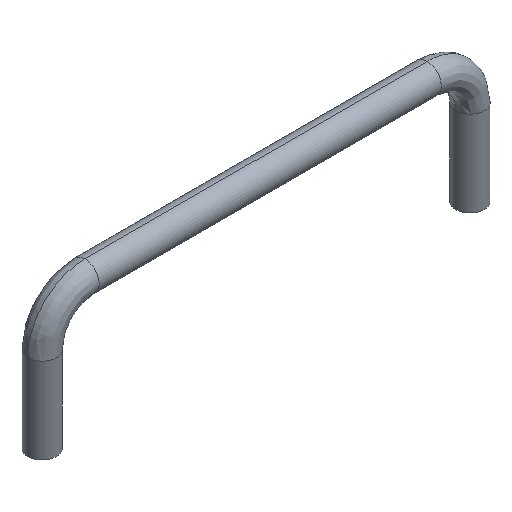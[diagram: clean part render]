
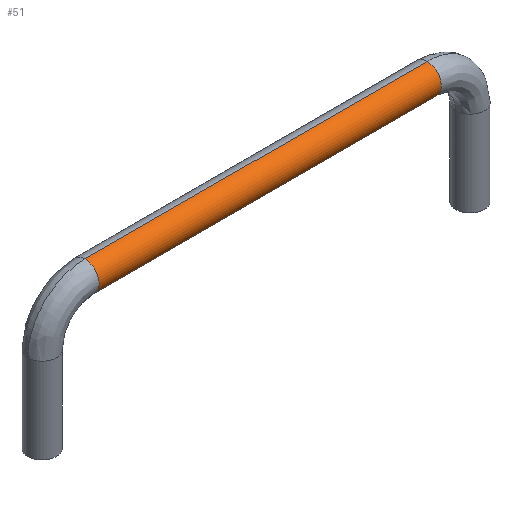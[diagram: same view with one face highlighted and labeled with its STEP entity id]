
A CAD part, isometric view. The second image highlights one B-rep face of the part: STEP entity #51.
In plain terms, the highlighted cylindrical face has radius 4 mm (diameter 8 mm), a partial arc.
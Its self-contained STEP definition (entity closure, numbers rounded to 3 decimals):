
#51=ADVANCED_FACE('',(#171),#170,.T.);
#170=CYLINDRICAL_SURFACE('',#452,4.);
#171=FACE_OUTER_BOUND('',#453,.T.);
#449=CARTESIAN_POINT('',(0.,0.,4.));
#450=DIRECTION('',(-1.,0.,0.));
#451=DIRECTION('',(0.,0.,1.));
#452=AXIS2_PLACEMENT_3D('',#449,#450,#451);
#453=EDGE_LOOP('',(#524,#525,#526,#527));
#524=ORIENTED_EDGE('',*,*,#552,.T.);
#525=ORIENTED_EDGE('',*,*,#578,.T.);
#526=ORIENTED_EDGE('',*,*,#566,.F.);
#527=ORIENTED_EDGE('',*,*,#579,.F.);
#552=EDGE_CURVE('',#586,#587,#588,.T.);
#566=EDGE_CURVE('',#676,#683,#684,.T.);
#578=EDGE_CURVE('',#587,#683,#762,.T.);
#579=EDGE_CURVE('',#586,#676,#768,.T.);
#586=VERTEX_POINT('',#810);
#587=VERTEX_POINT('',#811);
#588=CIRCLE('',#815,4.);
#676=VERTEX_POINT('',#877);
#683=VERTEX_POINT('',#882);
#684=CIRCLE('',#886,4.);
#762=(BOUNDED_CURVE() B_SPLINE_CURVE(1,(#936,#937),.UNSPECIFIED.,.F.,.F.) B_SPLINE_CURVE_WITH_KNOTS((2,2),(0.083,0.917),.UNSPECIFIED.) CURVE() GEOMETRIC_REPRESENTATION_ITEM() RATIONAL_B_SPLINE_CURVE((1.,1.)) REPRESENTATION_ITEM('') );
#768=(BOUNDED_CURVE() B_SPLINE_CURVE(1,(#938,#939),.UNSPECIFIED.,.F.,.F.) B_SPLINE_CURVE_WITH_KNOTS((2,2),(0.083,0.917),.UNSPECIFIED.) CURVE() GEOMETRIC_REPRESENTATION_ITEM() RATIONAL_B_SPLINE_CURVE((0.75,0.75)) REPRESENTATION_ITEM('') );
#810=CARTESIAN_POINT('',(48.,0.,0.));
#811=CARTESIAN_POINT('',(48.,0.,8.));
#812=CARTESIAN_POINT('',(48.,0.,4.));
#813=DIRECTION('',(-1.,0.,0.));
#814=DIRECTION('',(0.,0.,1.));
#815=AXIS2_PLACEMENT_3D('',#812,#813,#814);
#877=CARTESIAN_POINT('',(-48.,0.,0.));
#882=CARTESIAN_POINT('',(-48.,0.,8.));
#883=CARTESIAN_POINT('',(-48.,0.,4.));
#884=DIRECTION('',(-1.,0.,0.));
#885=DIRECTION('',(0.,0.,1.));
#886=AXIS2_PLACEMENT_3D('',#883,#884,#885);
#936=CARTESIAN_POINT('',(48.,0.,8.));
#937=CARTESIAN_POINT('',(-48.,0.,8.));
#938=CARTESIAN_POINT('',(48.,0.,0.));
#939=CARTESIAN_POINT('',(-48.,0.,0.));
